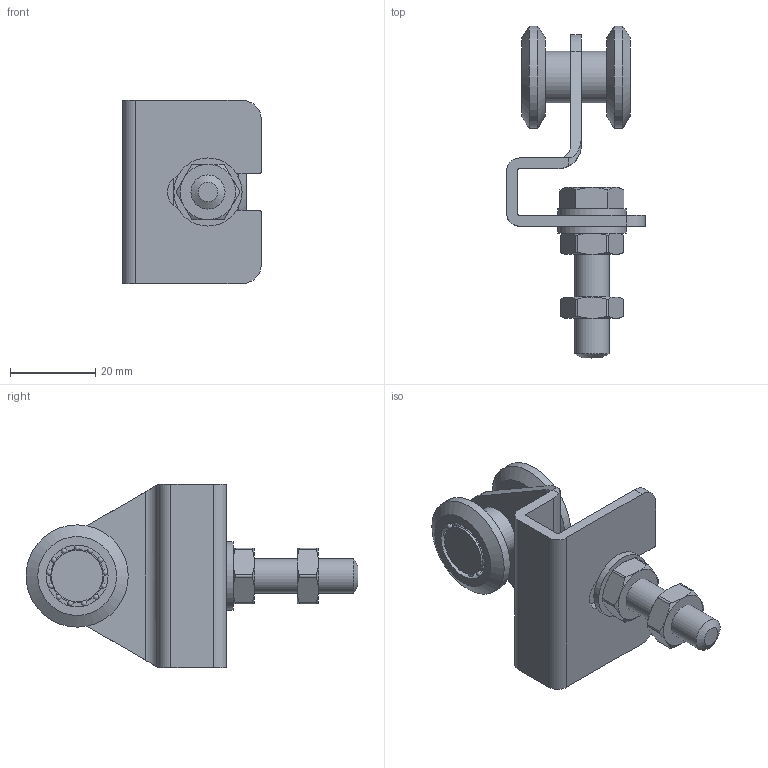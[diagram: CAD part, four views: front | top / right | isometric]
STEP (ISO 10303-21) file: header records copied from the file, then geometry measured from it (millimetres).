
FILE_DESCRIPTION (( 'STEP AP203' ), '1' );
FILE_NAME ('338-2N.STEP', '2023-09-04T14:45:25', ( '' ), ( '' ), 'SwSTEP 2.0', 'SolidWorks 2018', '' );
FILE_SCHEMA (( 'CONFIG_CONTROL_DESIGN' ));
Length unit declared in the file: millimetre
Products named in the file (5): 338-2N; 338-2N Teil1_338-2N Teil1; DIN 125 M4-M20_DIN 125 M8; DIN 936 M8-M24_DIN 936 M8; DIN 931_DIN 931 M8x35
Assembly tree (6 placements, depth 2):
  338-2N
    338-2N Teil1_338-2N Teil1
    DIN 125 M4-M20_DIN 125 M8  x2
    DIN 936 M8-M24_DIN 936 M8  x2
    DIN 931_DIN 931 M8x35
Bounding box: 32.5 x 77.9 x 43 mm (x, y, z)
Volume: 16778.3 mm3; surface area: 13343.7 mm2
Topology: 60 solids, 60 shells, 438 faces, 1137 edges, 746 vertices
Faces by surface type: plane 181, bspline 119, sphere 52, cylinder 47, cone 39
Full cylindrical faces by diameter (mm): 6.8 x2, 8 x1, 8.4 x2, 11.5 x4, 12.1 x4, 12.5 x2, 14.5 x2, 16 x2, 24 x2
Entity records: 16978 total; most frequent: CARTESIAN_POINT 8414, ORIENTED_EDGE 1756, DIRECTION 1259, EDGE_CURVE 878, VERTEX_POINT 593, LINE 503, VECTOR 503, EDGE_LOOP 417
